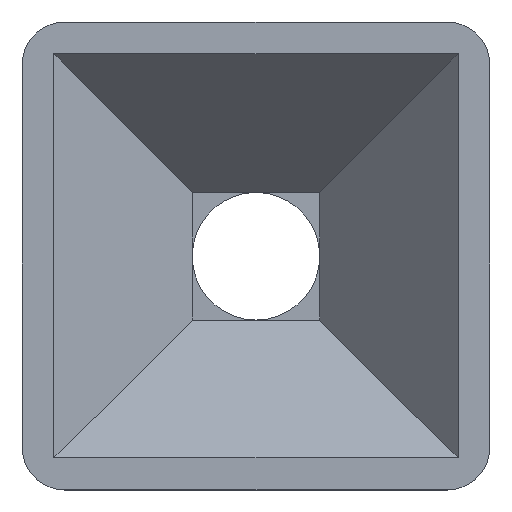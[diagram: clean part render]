
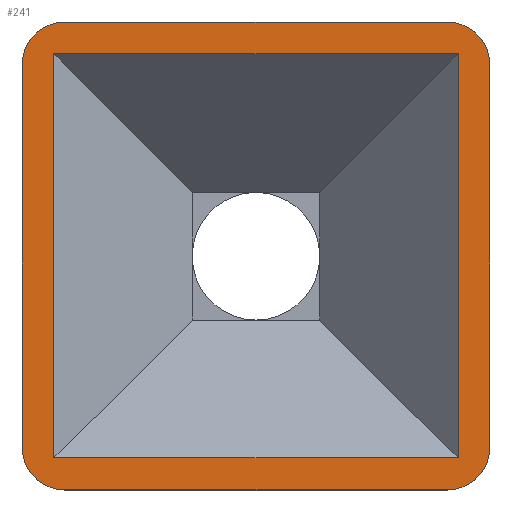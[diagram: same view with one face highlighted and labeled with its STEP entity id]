
A CAD part, top view. The second image highlights one B-rep face of the part: STEP entity #241.
In plain terms, the highlighted planar face has unit normal (0, 0, 1).
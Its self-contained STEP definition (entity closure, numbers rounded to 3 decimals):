
#23 = VERTEX_POINT ( 'NONE', #153 ) ;
#46 = CARTESIAN_POINT ( 'NONE',  ( 550.002, -550.19, 350. ) ) ;
#47 = LINE ( 'NONE', #575, #526 ) ;
#55 = ORIENTED_EDGE ( 'NONE', *, *, #728, .T. ) ;
#73 = ORIENTED_EDGE ( 'NONE', *, *, #1034, .T. ) ;
#85 = CARTESIAN_POINT ( 'NONE',  ( -475., -475., 350. ) ) ;
#106 = CARTESIAN_POINT ( 'NONE',  ( -550.002, -450.19, 350. ) ) ;
#115 = LINE ( 'NONE', #85, #1051 ) ;
#133 = ORIENTED_EDGE ( 'NONE', *, *, #240, .T. ) ;
#141 = CIRCLE ( 'NONE', #873, 100. ) ;
#142 = DIRECTION ( 'NONE',  ( 1., 0., 0. ) ) ;
#153 = CARTESIAN_POINT ( 'NONE',  ( -450.002, 550.19, 350. ) ) ;
#154 = FACE_BOUND ( 'NONE', #894, .T. ) ;
#178 = CARTESIAN_POINT ( 'NONE',  ( -450.002, -450.19, 350. ) ) ;
#188 = DIRECTION ( 'NONE',  ( 0., 0., 1. ) ) ;
#213 = ORIENTED_EDGE ( 'NONE', *, *, #1027, .T. ) ;
#218 = EDGE_CURVE ( 'NONE', #223, #585, #329, .T. ) ;
#220 = VERTEX_POINT ( 'NONE', #870 ) ;
#223 = VERTEX_POINT ( 'NONE', #253 ) ;
#240 = EDGE_CURVE ( 'NONE', #621, #23, #1092, .T. ) ;
#241 = ADVANCED_FACE ( 'NONE', ( #154, #898 ), #793, .T. ) ;
#253 = CARTESIAN_POINT ( 'NONE',  ( -475., -475., 350. ) ) ;
#261 = CARTESIAN_POINT ( 'NONE',  ( -550.002, 450.19, 350. ) ) ;
#278 = VECTOR ( 'NONE', #985, 1000. ) ;
#279 = CARTESIAN_POINT ( 'NONE',  ( 0., 0., 350. ) ) ;
#302 = VECTOR ( 'NONE', #532, 1000. ) ;
#329 = LINE ( 'NONE', #963, #814 ) ;
#356 = DIRECTION ( 'NONE',  ( 1., 0., 0. ) ) ;
#379 = AXIS2_PLACEMENT_3D ( 'NONE', #509, #847, #780 ) ;
#390 = DIRECTION ( 'NONE',  ( 0., -1., 0. ) ) ;
#400 = AXIS2_PLACEMENT_3D ( 'NONE', #463, #658, #142 ) ;
#419 = DIRECTION ( 'NONE',  ( 0., -1., 0. ) ) ;
#420 = VERTEX_POINT ( 'NONE', #900 ) ;
#425 = CARTESIAN_POINT ( 'NONE',  ( -450.002, -550.19, 350. ) ) ;
#449 = CARTESIAN_POINT ( 'NONE',  ( 475., 475., 350. ) ) ;
#456 = VERTEX_POINT ( 'NONE', #449 ) ;
#463 = CARTESIAN_POINT ( 'NONE',  ( 450.002, -450.19, 350. ) ) ;
#494 = LINE ( 'NONE', #547, #278 ) ;
#500 = CARTESIAN_POINT ( 'NONE',  ( 450.002, 550.19, 350. ) ) ;
#509 = CARTESIAN_POINT ( 'NONE',  ( -450.002, 450.19, 350. ) ) ;
#516 = CARTESIAN_POINT ( 'NONE',  ( 550.002, -550.19, 350. ) ) ;
#523 = EDGE_CURVE ( 'NONE', #220, #420, #628, .T. ) ;
#526 = VECTOR ( 'NONE', #390, 1000. ) ;
#532 = DIRECTION ( 'NONE',  ( 0., 1., 0. ) ) ;
#536 = CARTESIAN_POINT ( 'NONE',  ( -475., 475., 350. ) ) ;
#547 = CARTESIAN_POINT ( 'NONE',  ( 475., -475., 350. ) ) ;
#560 = ORIENTED_EDGE ( 'NONE', *, *, #644, .F. ) ;
#575 = CARTESIAN_POINT ( 'NONE',  ( -550.002, -550.19, 350. ) ) ;
#585 = VERTEX_POINT ( 'NONE', #1103 ) ;
#599 = DIRECTION ( 'NONE',  ( 0., 0., 1. ) ) ;
#608 = ORIENTED_EDGE ( 'NONE', *, *, #861, .T. ) ;
#618 = DIRECTION ( 'NONE',  ( -1., 0., 0. ) ) ;
#621 = VERTEX_POINT ( 'NONE', #500 ) ;
#626 = LINE ( 'NONE', #817, #986 ) ;
#628 = CIRCLE ( 'NONE', #400, 100. ) ;
#644 = EDGE_CURVE ( 'NONE', #1123, #223, #115, .T. ) ;
#652 = ORIENTED_EDGE ( 'NONE', *, *, #823, .T. ) ;
#655 = EDGE_CURVE ( 'NONE', #1004, #661, #782, .T. ) ;
#658 = DIRECTION ( 'NONE',  ( 0., 0., 1. ) ) ;
#661 = VERTEX_POINT ( 'NONE', #425 ) ;
#672 = DIRECTION ( 'NONE',  ( 1., 0., 0. ) ) ;
#701 = DIRECTION ( 'NONE',  ( 1., 0., 0. ) ) ;
#707 = ORIENTED_EDGE ( 'NONE', *, *, #1100, .F. ) ;
#728 = EDGE_CURVE ( 'NONE', #661, #220, #904, .T. ) ;
#780 = DIRECTION ( 'NONE',  ( 1., 0., 0. ) ) ;
#782 = CIRCLE ( 'NONE', #797, 100. ) ;
#784 = ORIENTED_EDGE ( 'NONE', *, *, #655, .T. ) ;
#793 = PLANE ( 'NONE',  #958 ) ;
#797 = AXIS2_PLACEMENT_3D ( 'NONE', #178, #599, #1052 ) ;
#802 = CARTESIAN_POINT ( 'NONE',  ( 450.002, 450.19, 350. ) ) ;
#804 = CARTESIAN_POINT ( 'NONE',  ( 550.002, 550.19, 350. ) ) ;
#808 = VECTOR ( 'NONE', #1102, 1000. ) ;
#810 = LINE ( 'NONE', #516, #302 ) ;
#814 = VECTOR ( 'NONE', #672, 1000. ) ;
#817 = CARTESIAN_POINT ( 'NONE',  ( 475., 475., 350. ) ) ;
#823 = EDGE_CURVE ( 'NONE', #978, #1004, #47, .T. ) ;
#847 = DIRECTION ( 'NONE',  ( 0., 0., 1. ) ) ;
#861 = EDGE_CURVE ( 'NONE', #23, #978, #984, .T. ) ;
#870 = CARTESIAN_POINT ( 'NONE',  ( 450.002, -550.19, 350. ) ) ;
#873 = AXIS2_PLACEMENT_3D ( 'NONE', #802, #1148, #356 ) ;
#894 = EDGE_LOOP ( 'NONE', ( #560, #707, #1104, #968 ) ) ;
#898 = FACE_OUTER_BOUND ( 'NONE', #957, .T. ) ;
#900 = CARTESIAN_POINT ( 'NONE',  ( 550.002, -450.19, 350. ) ) ;
#901 = VERTEX_POINT ( 'NONE', #1046 ) ;
#904 = LINE ( 'NONE', #46, #808 ) ;
#957 = EDGE_LOOP ( 'NONE', ( #73, #213, #133, #608, #652, #784, #55, #1112 ) ) ;
#958 = AXIS2_PLACEMENT_3D ( 'NONE', #279, #188, #701 ) ;
#963 = CARTESIAN_POINT ( 'NONE',  ( 475., -475., 350. ) ) ;
#968 = ORIENTED_EDGE ( 'NONE', *, *, #218, .F. ) ;
#978 = VERTEX_POINT ( 'NONE', #261 ) ;
#984 = CIRCLE ( 'NONE', #379, 100. ) ;
#985 = DIRECTION ( 'NONE',  ( 0., 1., 0. ) ) ;
#986 = VECTOR ( 'NONE', #996, 1000. ) ;
#996 = DIRECTION ( 'NONE',  ( -1., 0., 0. ) ) ;
#1004 = VERTEX_POINT ( 'NONE', #106 ) ;
#1027 = EDGE_CURVE ( 'NONE', #901, #621, #141, .T. ) ;
#1034 = EDGE_CURVE ( 'NONE', #420, #901, #810, .T. ) ;
#1046 = CARTESIAN_POINT ( 'NONE',  ( 550.002, 450.19, 350. ) ) ;
#1051 = VECTOR ( 'NONE', #419, 1000. ) ;
#1052 = DIRECTION ( 'NONE',  ( 1., 0., 0. ) ) ;
#1070 = VECTOR ( 'NONE', #618, 1000. ) ;
#1092 = LINE ( 'NONE', #804, #1070 ) ;
#1097 = EDGE_CURVE ( 'NONE', #585, #456, #494, .T. ) ;
#1100 = EDGE_CURVE ( 'NONE', #456, #1123, #626, .T. ) ;
#1102 = DIRECTION ( 'NONE',  ( 1., 0., 0. ) ) ;
#1103 = CARTESIAN_POINT ( 'NONE',  ( 475., -475., 350. ) ) ;
#1104 = ORIENTED_EDGE ( 'NONE', *, *, #1097, .F. ) ;
#1112 = ORIENTED_EDGE ( 'NONE', *, *, #523, .T. ) ;
#1123 = VERTEX_POINT ( 'NONE', #536 ) ;
#1148 = DIRECTION ( 'NONE',  ( 0., 0., 1. ) ) ;
